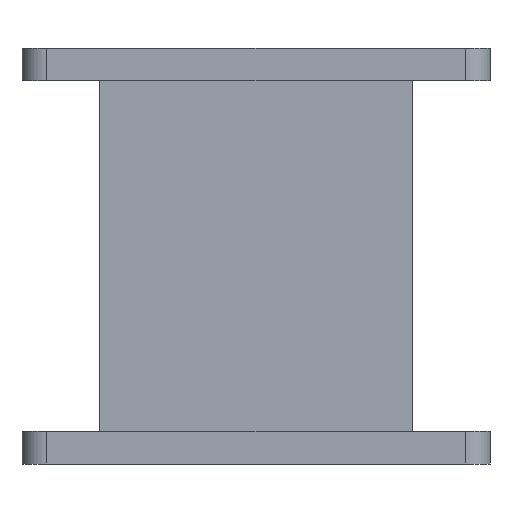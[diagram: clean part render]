
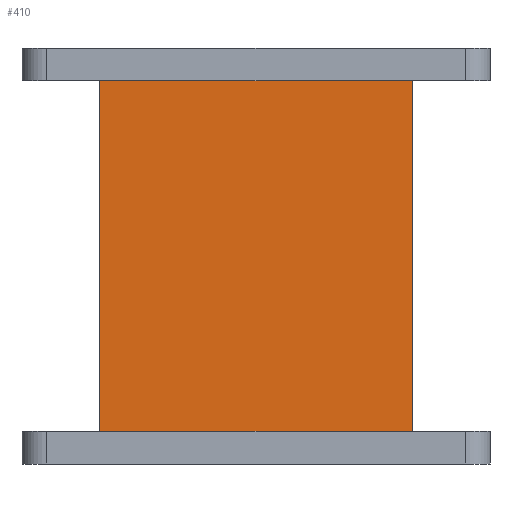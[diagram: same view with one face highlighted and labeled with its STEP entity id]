
A CAD part, front view. The second image highlights one B-rep face of the part: STEP entity #410.
In plain terms, the highlighted planar face has unit normal (0, -1, 0).
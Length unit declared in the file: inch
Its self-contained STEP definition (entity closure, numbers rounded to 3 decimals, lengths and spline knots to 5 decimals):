
#2 = CARTESIAN_POINT ( 'NONE',  ( -1.5, -0.75, -1.68504 ) ) ;
#91 = VECTOR ( 'NONE', #1975, 39.37008 ) ;
#310 = ORIENTED_EDGE ( 'NONE', *, *, #681, .T. ) ;
#334 = CARTESIAN_POINT ( 'NONE',  ( -1.5, -0.75, 1.68504 ) ) ;
#405 = PLANE ( 'NONE',  #2985 ) ;
#410 = ADVANCED_FACE ( 'NONE', ( #1188 ), #405, .F. ) ;
#468 = CARTESIAN_POINT ( 'NONE',  ( -1.5, -0.75, -1.68504 ) ) ;
#482 = VECTOR ( 'NONE', #2855, 39.37008 ) ;
#524 = LINE ( 'NONE', #2722, #1088 ) ;
#647 = CARTESIAN_POINT ( 'NONE',  ( 1.5, -0.75, 2. ) ) ;
#681 = EDGE_CURVE ( 'NONE', #1191, #2082, #2036, .T. ) ;
#782 = EDGE_CURVE ( 'NONE', #1191, #1765, #1142, .T. ) ;
#914 = DIRECTION ( 'NONE',  ( 1., 0., 0. ) ) ;
#1088 = VECTOR ( 'NONE', #2996, 39.37008 ) ;
#1120 = CARTESIAN_POINT ( 'NONE',  ( 1.5, -0.75, -1.68504 ) ) ;
#1142 = LINE ( 'NONE', #647, #482 ) ;
#1188 = FACE_OUTER_BOUND ( 'NONE', #2254, .T. ) ;
#1191 = VERTEX_POINT ( 'NONE', #3000 ) ;
#1407 = DIRECTION ( 'NONE',  ( 0., 1., 0. ) ) ;
#1491 = ORIENTED_EDGE ( 'NONE', *, *, #3150, .T. ) ;
#1579 = VECTOR ( 'NONE', #2334, 39.37008 ) ;
#1765 = VERTEX_POINT ( 'NONE', #1120 ) ;
#1823 = ORIENTED_EDGE ( 'NONE', *, *, #782, .F. ) ;
#1975 = DIRECTION ( 'NONE',  ( 1., 0., 0. ) ) ;
#2036 = LINE ( 'NONE', #334, #1579 ) ;
#2082 = VERTEX_POINT ( 'NONE', #2584 ) ;
#2185 = CARTESIAN_POINT ( 'NONE',  ( -1.5, -0.75, 2. ) ) ;
#2254 = EDGE_LOOP ( 'NONE', ( #3208, #1491, #1823, #310 ) ) ;
#2334 = DIRECTION ( 'NONE',  ( -1., 0., 0. ) ) ;
#2497 = LINE ( 'NONE', #468, #91 ) ;
#2584 = CARTESIAN_POINT ( 'NONE',  ( -1.5, -0.75, 1.68504 ) ) ;
#2686 = VERTEX_POINT ( 'NONE', #2 ) ;
#2722 = CARTESIAN_POINT ( 'NONE',  ( -1.5, -0.75, 2. ) ) ;
#2786 = EDGE_CURVE ( 'NONE', #2082, #2686, #524, .T. ) ;
#2855 = DIRECTION ( 'NONE',  ( 0., 0., -1. ) ) ;
#2985 = AXIS2_PLACEMENT_3D ( 'NONE', #2185, #1407, #914 ) ;
#2996 = DIRECTION ( 'NONE',  ( 0., 0., -1. ) ) ;
#3000 = CARTESIAN_POINT ( 'NONE',  ( 1.5, -0.75, 1.68504 ) ) ;
#3150 = EDGE_CURVE ( 'NONE', #2686, #1765, #2497, .T. ) ;
#3208 = ORIENTED_EDGE ( 'NONE', *, *, #2786, .T. ) ;
